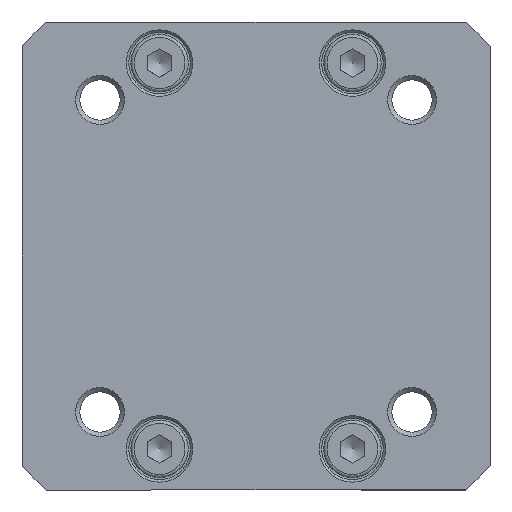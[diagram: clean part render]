
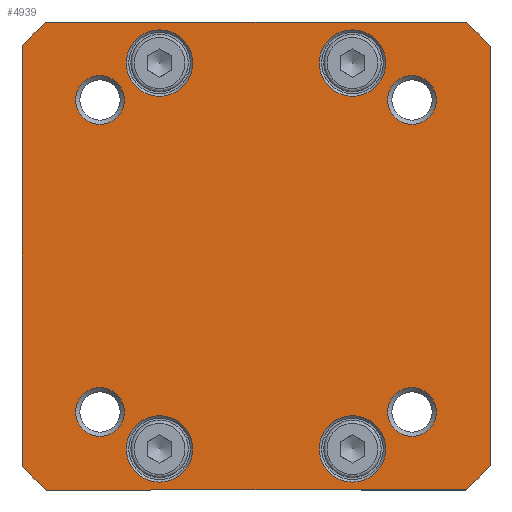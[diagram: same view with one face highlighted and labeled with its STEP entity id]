
A CAD part, front view. The second image highlights one B-rep face of the part: STEP entity #4939.
In plain terms, the highlighted planar face has unit normal (0, -1, 0).
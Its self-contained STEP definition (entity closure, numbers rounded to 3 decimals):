
#4776=CARTESIAN_POINT('',(0.,-7.625,0.));
#4777=DIRECTION('',(0.0,1.0,0.0));
#4778=DIRECTION('',(0.0,0.0,1.0));
#4779=AXIS2_PLACEMENT_3D('',#4776,#4777,#4778);
#4780=PLANE('',#4779);
#4781=CARTESIAN_POINT('',(25.511,-7.625,28.5));
#4782=VERTEX_POINT('',#4781);
#4783=CARTESIAN_POINT('',(28.5,-7.625,25.511));
#4784=VERTEX_POINT('',#4783);
#4785=CARTESIAN_POINT('',(0.0,-7.625,0.0));
#4786=DIRECTION('',(0.0,1.0,0.0));
#4787=DIRECTION('',(0.667,0.0,0.745));
#4788=AXIS2_PLACEMENT_3D('',#4785,#4786,#4787);
#4789=CIRCLE('',#4788,38.25);
#4790=EDGE_CURVE('',#4782,#4784,#4789,.T.);
#4791=ORIENTED_EDGE('',*,*,#4790,.F.);
#4792=CARTESIAN_POINT('',(-25.511,-7.625,28.5));
#4793=VERTEX_POINT('',#4792);
#4794=CARTESIAN_POINT('',(-25.511,-7.625,28.5));
#4795=DIRECTION('',(1.0,0.0,0.0));
#4796=VECTOR('',#4795,51.022);
#4797=LINE('',#4794,#4796);
#4798=EDGE_CURVE('',#4793,#4782,#4797,.T.);
#4799=ORIENTED_EDGE('',*,*,#4798,.F.);
#4800=CARTESIAN_POINT('',(-28.5,-7.625,25.511));
#4801=VERTEX_POINT('',#4800);
#4802=CARTESIAN_POINT('',(0.0,-7.625,0.0));
#4803=DIRECTION('',(0.0,1.0,0.0));
#4804=DIRECTION('',(-0.745,0.0,0.667));
#4805=AXIS2_PLACEMENT_3D('',#4802,#4803,#4804);
#4806=CIRCLE('',#4805,38.25);
#4807=EDGE_CURVE('',#4801,#4793,#4806,.T.);
#4808=ORIENTED_EDGE('',*,*,#4807,.F.);
#4809=CARTESIAN_POINT('',(-28.5,-7.625,-25.511));
#4810=VERTEX_POINT('',#4809);
#4811=CARTESIAN_POINT('',(-28.5,-7.625,-25.511));
#4812=DIRECTION('',(0.0,0.0,1.0));
#4813=VECTOR('',#4812,51.022);
#4814=LINE('',#4811,#4813);
#4815=EDGE_CURVE('',#4810,#4801,#4814,.T.);
#4816=ORIENTED_EDGE('',*,*,#4815,.F.);
#4817=CARTESIAN_POINT('',(-25.511,-7.625,-28.5));
#4818=VERTEX_POINT('',#4817);
#4819=CARTESIAN_POINT('',(0.0,-7.625,0.0));
#4820=DIRECTION('',(0.0,1.0,0.0));
#4821=DIRECTION('',(-0.667,0.0,-0.745));
#4822=AXIS2_PLACEMENT_3D('',#4819,#4820,#4821);
#4823=CIRCLE('',#4822,38.25);
#4824=EDGE_CURVE('',#4818,#4810,#4823,.T.);
#4825=ORIENTED_EDGE('',*,*,#4824,.F.);
#4826=CARTESIAN_POINT('',(25.511,-7.625,-28.5));
#4827=VERTEX_POINT('',#4826);
#4828=CARTESIAN_POINT('',(25.511,-7.625,-28.5));
#4829=DIRECTION('',(-1.0,0.0,0.0));
#4830=VECTOR('',#4829,51.022);
#4831=LINE('',#4828,#4830);
#4832=EDGE_CURVE('',#4827,#4818,#4831,.T.);
#4833=ORIENTED_EDGE('',*,*,#4832,.F.);
#4834=CARTESIAN_POINT('',(28.5,-7.625,-25.511));
#4835=VERTEX_POINT('',#4834);
#4836=CARTESIAN_POINT('',(0.0,-7.625,0.0));
#4837=DIRECTION('',(0.0,1.0,0.0));
#4838=DIRECTION('',(0.745,0.0,-0.667));
#4839=AXIS2_PLACEMENT_3D('',#4836,#4837,#4838);
#4840=CIRCLE('',#4839,38.25);
#4841=EDGE_CURVE('',#4835,#4827,#4840,.T.);
#4842=ORIENTED_EDGE('',*,*,#4841,.F.);
#4843=CARTESIAN_POINT('',(28.5,-7.625,25.511));
#4844=DIRECTION('',(0.0,0.0,-1.0));
#4845=VECTOR('',#4844,51.022);
#4846=LINE('',#4843,#4845);
#4847=EDGE_CURVE('',#4784,#4835,#4846,.T.);
#4848=ORIENTED_EDGE('',*,*,#4847,.F.);
#4849=EDGE_LOOP('',(#4791,#4799,#4808,#4816,#4825,#4833,#4842,#4848));
#4850=FACE_OUTER_BOUND('',#4849,.T.);
#4851=CARTESIAN_POINT('',(21.958,-7.625,-19.0));
#4852=VERTEX_POINT('',#4851);
#4853=CARTESIAN_POINT('',(19.0,-7.625,-19.0));
#4854=DIRECTION('',(0.0,-1.0,0.0));
#4855=DIRECTION('',(-1.0,0.0,0.0));
#4856=AXIS2_PLACEMENT_3D('',#4853,#4854,#4855);
#4857=CIRCLE('',#4856,2.959);
#4858=EDGE_CURVE('',#4852,#4852,#4857,.T.);
#4859=ORIENTED_EDGE('',*,*,#4858,.F.);
#4860=EDGE_LOOP('',(#4859));
#4861=FACE_BOUND('',#4860,.T.);
#4862=CARTESIAN_POINT('',(-16.042,-7.625,19.0));
#4863=VERTEX_POINT('',#4862);
#4864=CARTESIAN_POINT('',(-19.0,-7.625,19.0));
#4865=DIRECTION('',(0.0,-1.0,0.0));
#4866=DIRECTION('',(-1.0,0.0,0.0));
#4867=AXIS2_PLACEMENT_3D('',#4864,#4865,#4866);
#4868=CIRCLE('',#4867,2.958);
#4869=EDGE_CURVE('',#4863,#4863,#4868,.T.);
#4870=ORIENTED_EDGE('',*,*,#4869,.F.);
#4871=EDGE_LOOP('',(#4870));
#4872=FACE_BOUND('',#4871,.T.);
#4873=CARTESIAN_POINT('',(15.8,-7.625,-23.5));
#4874=VERTEX_POINT('',#4873);
#4875=CARTESIAN_POINT('',(11.75,-7.625,-23.5));
#4876=DIRECTION('',(0.0,-1.0,0.0));
#4877=DIRECTION('',(-1.0,0.0,0.0));
#4878=AXIS2_PLACEMENT_3D('',#4875,#4876,#4877);
#4879=CIRCLE('',#4878,4.05);
#4880=EDGE_CURVE('',#4874,#4874,#4879,.T.);
#4881=ORIENTED_EDGE('',*,*,#4880,.F.);
#4882=EDGE_LOOP('',(#4881));
#4883=FACE_BOUND('',#4882,.T.);
#4884=CARTESIAN_POINT('',(-7.7,-7.625,23.5));
#4885=VERTEX_POINT('',#4884);
#4886=CARTESIAN_POINT('',(-11.75,-7.625,23.5));
#4887=DIRECTION('',(0.0,-1.0,0.0));
#4888=DIRECTION('',(-1.0,0.0,0.0));
#4889=AXIS2_PLACEMENT_3D('',#4886,#4887,#4888);
#4890=CIRCLE('',#4889,4.05);
#4891=EDGE_CURVE('',#4885,#4885,#4890,.T.);
#4892=ORIENTED_EDGE('',*,*,#4891,.F.);
#4893=EDGE_LOOP('',(#4892));
#4894=FACE_BOUND('',#4893,.T.);
#4895=CARTESIAN_POINT('',(15.8,-7.625,23.5));
#4896=VERTEX_POINT('',#4895);
#4897=CARTESIAN_POINT('',(11.75,-7.625,23.5));
#4898=DIRECTION('',(0.0,-1.0,0.0));
#4899=DIRECTION('',(-1.0,0.0,0.0));
#4900=AXIS2_PLACEMENT_3D('',#4897,#4898,#4899);
#4901=CIRCLE('',#4900,4.05);
#4902=EDGE_CURVE('',#4896,#4896,#4901,.T.);
#4903=ORIENTED_EDGE('',*,*,#4902,.F.);
#4904=EDGE_LOOP('',(#4903));
#4905=FACE_BOUND('',#4904,.T.);
#4906=CARTESIAN_POINT('',(-7.7,-7.625,-23.5));
#4907=VERTEX_POINT('',#4906);
#4908=CARTESIAN_POINT('',(-11.75,-7.625,-23.5));
#4909=DIRECTION('',(0.0,-1.0,0.0));
#4910=DIRECTION('',(-1.0,0.0,0.0));
#4911=AXIS2_PLACEMENT_3D('',#4908,#4909,#4910);
#4912=CIRCLE('',#4911,4.05);
#4913=EDGE_CURVE('',#4907,#4907,#4912,.T.);
#4914=ORIENTED_EDGE('',*,*,#4913,.F.);
#4915=EDGE_LOOP('',(#4914));
#4916=FACE_BOUND('',#4915,.T.);
#4917=CARTESIAN_POINT('',(21.958,-7.625,19.0));
#4918=VERTEX_POINT('',#4917);
#4919=CARTESIAN_POINT('',(19.0,-7.625,19.0));
#4920=DIRECTION('',(0.0,-1.0,0.0));
#4921=DIRECTION('',(-1.0,0.0,0.0));
#4922=AXIS2_PLACEMENT_3D('',#4919,#4920,#4921);
#4923=CIRCLE('',#4922,2.959);
#4924=EDGE_CURVE('',#4918,#4918,#4923,.T.);
#4925=ORIENTED_EDGE('',*,*,#4924,.F.);
#4926=EDGE_LOOP('',(#4925));
#4927=FACE_BOUND('',#4926,.T.);
#4928=CARTESIAN_POINT('',(-16.042,-7.625,-19.0));
#4929=VERTEX_POINT('',#4928);
#4930=CARTESIAN_POINT('',(-19.0,-7.625,-19.0));
#4931=DIRECTION('',(0.0,-1.0,0.0));
#4932=DIRECTION('',(-1.0,0.0,0.0));
#4933=AXIS2_PLACEMENT_3D('',#4930,#4931,#4932);
#4934=CIRCLE('',#4933,2.958);
#4935=EDGE_CURVE('',#4929,#4929,#4934,.T.);
#4936=ORIENTED_EDGE('',*,*,#4935,.F.);
#4937=EDGE_LOOP('',(#4936));
#4938=FACE_BOUND('',#4937,.T.);
#4939=ADVANCED_FACE('',(#4850,#4861,#4872,#4883,#4894,#4905,#4916,#4927,#4938),#4780,.F.);
